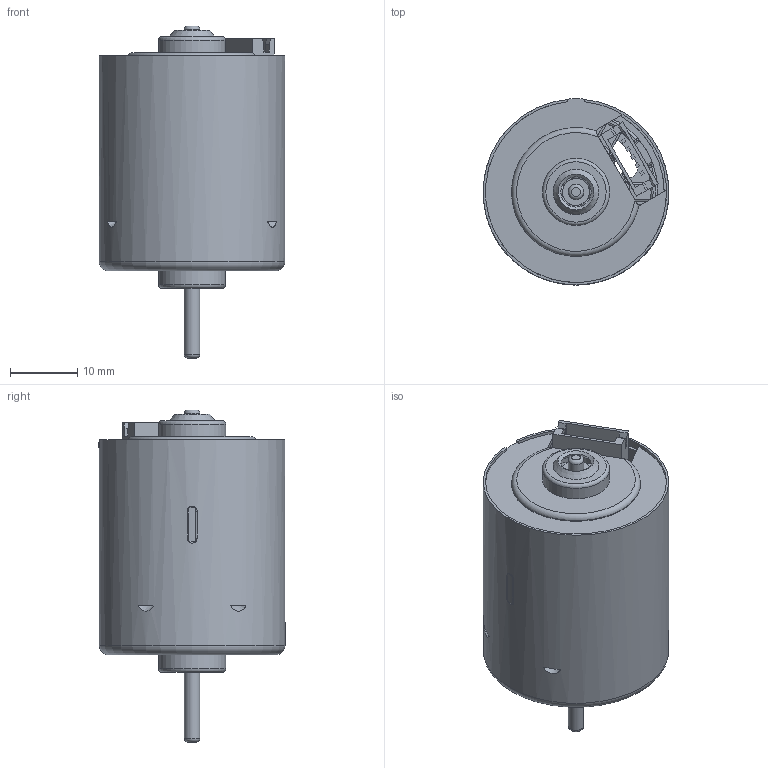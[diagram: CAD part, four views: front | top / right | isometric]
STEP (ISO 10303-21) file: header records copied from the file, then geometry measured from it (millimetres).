
FILE_DESCRIPTION(/* description */ ('Unknown'),/* implementation_level */ '2;1');
FILE_NAME(/* name */ '2832 C',/* time_stamp */ '2022-09-23T17:05:25+02:00',/* author */ ('Unknown'),/* organization */ ('Unknown'),/* preprocessor_version */ 'ST-DEVELOPER v18.1',/* originating_system */ 'Solid Edge',/* authorisation */ 'Unknown');
FILE_SCHEMA (('AUTOMOTIVE_DESIGN {1 0 10303 214 3 1 1}'));
Length unit declared in the file: millimetre
Products named in the file (1): 2832 C
Bounding box: 27.7 x 27.74 x 49.5 mm (x, y, z)
Volume: 9084.6 mm3; surface area: 19835.3 mm2
Topology: 17 solids, 17 shells, 1321 faces, 3487 edges, 2196 vertices
Faces by surface type: cylinder 508, plane 473, torus 236, sphere 62, bspline 34, cone 8
Full cylindrical faces by diameter (mm): 1 x1, 2.05 x2, 2.3 x4, 2.5 x1, 3.2 x2, 4 x4, 6.3 x4, 6.9 x1, 8.9 x2, 9 x4, 10 x2, 11 x1, 12.5 x1, 22.4 x2, 24.4 x1, 26.3 x1, 27.7 x1
Entity records: 42511 total; most frequent: CARTESIAN_POINT 10907, ORIENTED_EDGE 6786, DIRECTION 6371, EDGE_CURVE 3393, AXIS2_PLACEMENT_3D 2504, VERTEX_POINT 2168, EDGE_LOOP 1425, FACE_BOUND 1425
